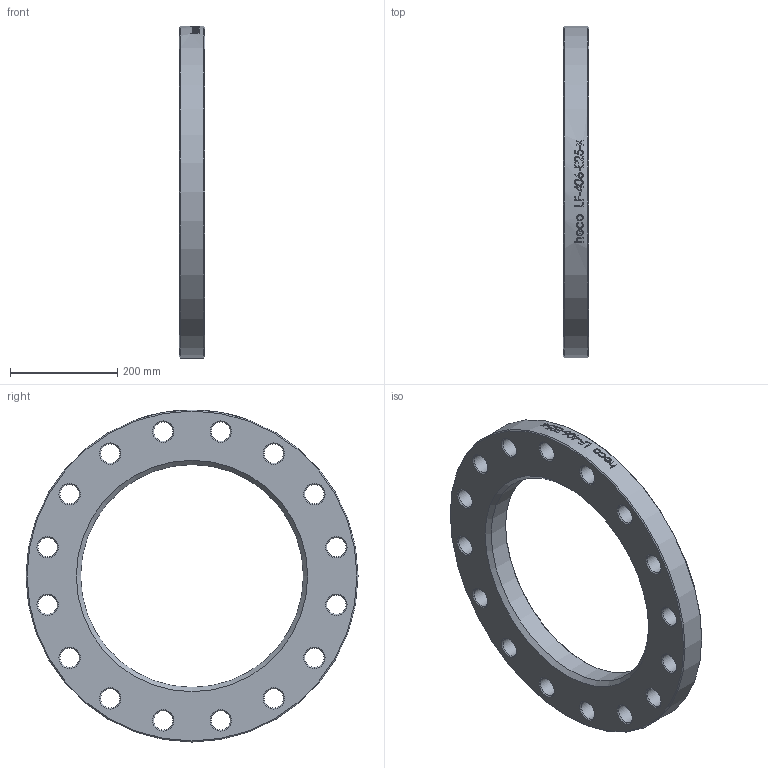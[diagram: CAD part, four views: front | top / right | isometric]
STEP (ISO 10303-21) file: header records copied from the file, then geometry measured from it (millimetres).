
FILE_DESCRIPTION (( 'STEP AP214' ), '1' );
FILE_NAME ('LF-406-E25-x Loser Flansch 2101.STEP', '2021-01-25T11:33:55', ( '' ), ( '' ), 'SwSTEP 2.0', 'SolidWorks 2019', '' );
FILE_SCHEMA (( 'AUTOMOTIVE_DESIGN' ));
Length unit declared in the file: millimetre
Products named in the file (1): LF-406-E25-x Loser Flansch 2101
Bounding box: 48 x 620 x 620 mm (x, y, z)
Volume: 7115959.2 mm3; surface area: 526185.4 mm2
Topology: 1 solids, 1 shells, 77 faces, 307 edges, 252 vertices
Faces by surface type: cylinder 39, cone 36, plane 2
Full cylindrical faces by diameter (mm): 36 x16, 416 x1, 620 x1
Entity records: 6767 total; most frequent: CARTESIAN_POINT 4230, ORIENTED_EDGE 464, DIRECTION 414, EDGE_CURVE 232, VERTEX_POINT 232, AXIS2_PLACEMENT_3D 191, EDGE_LOOP 186, CIRCLE 113
